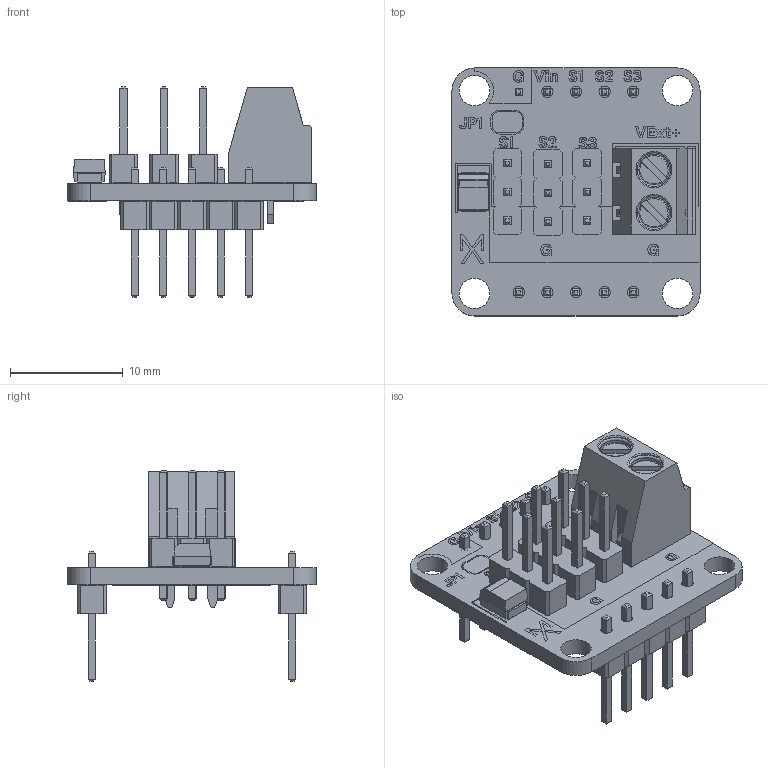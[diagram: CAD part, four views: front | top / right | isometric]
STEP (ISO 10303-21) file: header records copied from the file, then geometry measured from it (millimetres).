
FILE_DESCRIPTION(('KiCad electronic assembly'),'2;1');
FILE_NAME('AX22-0031.step','2025-12-08T16:49:23',('Pcbnew'),('Kicad'), 'Open CASCADE STEP processor 7.8','KiCad to STEP converter','Unknown' );
FILE_SCHEMA(('AUTOMOTIVE_DESIGN { 1 0 10303 214 1 1 1 1 }'));
Length unit declared in the file: millimetre
Products named in the file (7): AX22-0031 1; CP_EIA-3528-21_Kemet-B; PinHeader_1x03_P2.54mm_Vertical; PinHeader_1x05_P2.54mm_Vertical; DG381-THR-3.81-02P-14-00AH; AX22_Servo-Adapter_silkscreen; AX22_Servo-Adapter_PCB
Assembly tree (9 placements, depth 2):
  AX22-0031 1
    CP_EIA-3528-21_Kemet-B
    PinHeader_1x03_P2.54mm_Vertical  x3
    PinHeader_1x05_P2.54mm_Vertical  x2
    DG381-THR-3.81-02P-14-00AH
    AX22_Servo-Adapter_silkscreen
    AX22_Servo-Adapter_PCB
Bounding box: 22 x 22 x 18.68 mm (x, y, z)
Volume: 1403.6 mm3; surface area: 2833.7 mm2
Topology: 8 solids, 96 shells, 1076 faces, 5175 edges, 4283 vertices
Faces by surface type: plane 830, bspline 189, cylinder 47, torus 10
Full cylindrical faces by diameter (mm): 1 x19, 1.5 x2, 2.7 x4
Entity records: 59529 total; most frequent: CARTESIAN_POINT 20841, ORIENTED_EDGE 6357, DIRECTION 5986, EDGE_CURVE 4519, VERTEX_POINT 3875, LINE 3514, VECTOR 3514, AXIS2_PLACEMENT_3D 1236
